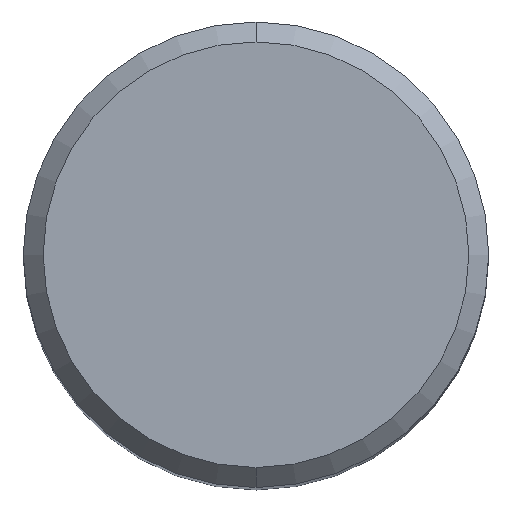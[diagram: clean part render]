
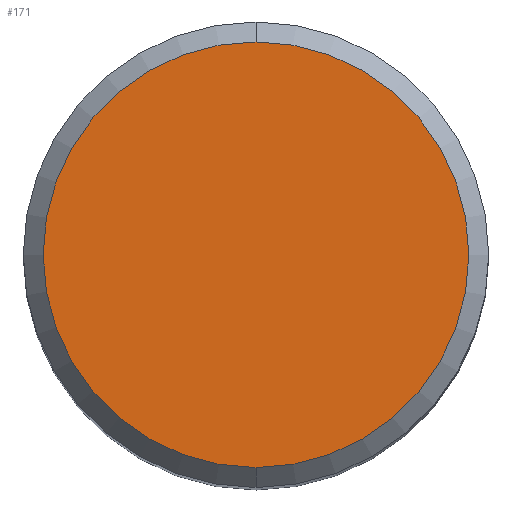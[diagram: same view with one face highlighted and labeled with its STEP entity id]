
A CAD part, top view. The second image highlights one B-rep face of the part: STEP entity #171.
In plain terms, the highlighted planar face has unit normal (0, 0, 1).
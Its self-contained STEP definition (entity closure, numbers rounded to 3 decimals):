
#171=ADVANCED_FACE('',(#462),#463,.T.);
#177=EDGE_CURVE('',#395,#423,#471,.T.);
#251=EDGE_CURVE('',#423,#395,#552,.T.);
#395=VERTEX_POINT('',#707);
#423=VERTEX_POINT('',#740);
#462=FACE_OUTER_BOUND('',#773,.T.);
#463=PLANE('',#774);
#471=CIRCLE('',#783,6.4);
#552=CIRCLE('',#969,6.4);
#707=CARTESIAN_POINT('',(0.0,6.4,0.));
#740=CARTESIAN_POINT('',(0.,-6.4,0.));
#773=EDGE_LOOP('',(#1444,#1445));
#774=AXIS2_PLACEMENT_3D('',#1446,#1447,#1448);
#783=AXIS2_PLACEMENT_3D('',#1467,#1468,#1469);
#969=AXIS2_PLACEMENT_3D('',#1566,#1567,#1568);
#1444=ORIENTED_EDGE('',*,*,#177,.F.);
#1445=ORIENTED_EDGE('',*,*,#251,.F.);
#1446=CARTESIAN_POINT('',(0.0,3.2,0.));
#1447=DIRECTION('',(-0.0,0.0,1.0));
#1448=DIRECTION('',(0.0,-1.0,0.0));
#1467=CARTESIAN_POINT('',(0.0,0.0,0.));
#1468=DIRECTION('',(0.0,0.0,-1.0));
#1469=DIRECTION('',(0.0,1.0,0.0));
#1566=CARTESIAN_POINT('',(0.0,0.0,0.));
#1567=DIRECTION('',(0.0,0.0,-1.0));
#1568=DIRECTION('',(0.0,1.0,0.0));
